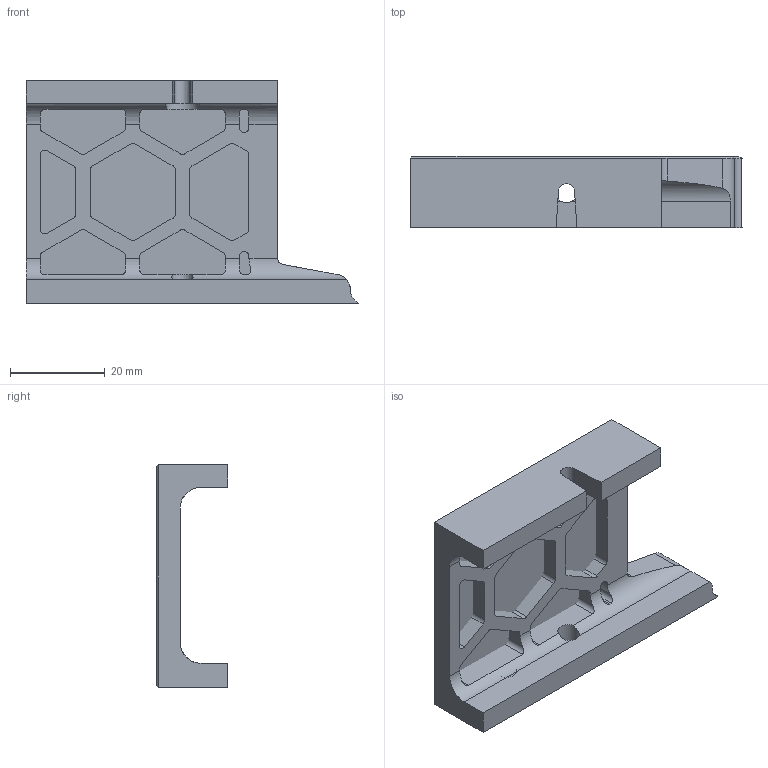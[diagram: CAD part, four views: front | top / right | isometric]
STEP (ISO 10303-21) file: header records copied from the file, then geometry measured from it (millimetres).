
FILE_DESCRIPTION(/* description */ (''),/* implementation_level */ '2;1');
FILE_NAME(/* name */ 'Side_Skirt_A.step',/* time_stamp */ '2024-03-27T19:59:47-06:00',/* author */ (''),/* organization */ (''),/* preprocessor_version */ 'ST-DEVELOPER v20',/* originating_system */ 'Autodesk Translation Framework v12.20.1.177',/* authorisation */ '');
FILE_SCHEMA (('AUTOMOTIVE_DESIGN { 1 0 10303 214 3 1 1 }'));
Length unit declared in the file: millimetre
Products named in the file (2): Side_Skirt_A; Inserts (3)
Assembly tree (1 placements, depth 2):
  Side_Skirt_A
    Inserts (3)
Bounding box: 70 x 15 x 47 mm (x, y, z)
Volume: 15422.5 mm3; surface area: 11675.1 mm2
Topology: 10 solids, 10 shells, 307 faces, 786 edges, 493 vertices
Faces by surface type: plane 165, cylinder 96, cone 46
Full cylindrical faces by diameter (mm): 4.5 x1, 4.7 x1
Entity records: 9451 total; most frequent: CARTESIAN_POINT 1771, DIRECTION 1625, ORIENTED_EDGE 1572, EDGE_CURVE 786, AXIS2_PLACEMENT_3D 548, LINE 529, VECTOR 529, VERTEX_POINT 493
